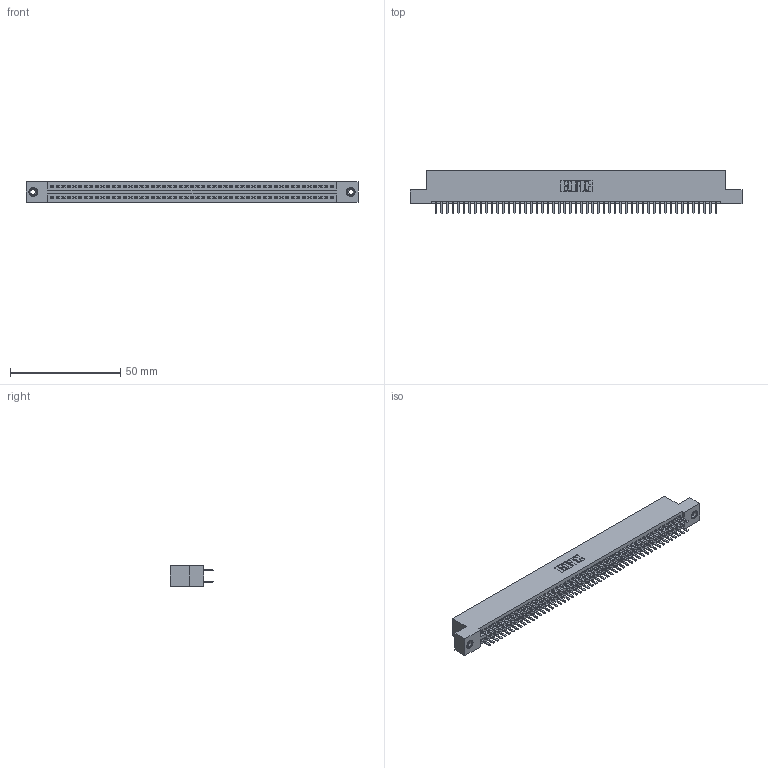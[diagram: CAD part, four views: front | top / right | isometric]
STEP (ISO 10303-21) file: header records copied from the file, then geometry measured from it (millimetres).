
FILE_DESCRIPTION (( 'STEP AP203' ), '1' );
FILE_NAME ('395-102-520-208.STEP', '2019-10-26T17:11:29', ( '' ), ( '' ), 'SwSTEP 2.0', 'SolidWorks 2016', '' );
FILE_SCHEMA (( 'CONFIG_CONTROL_DESIGN' ));
Length unit declared in the file: inch
Products named in the file (4): 345 Part_Flush Mounting Lugs - 0.156 Dia-TI; 345-292-001_345-293-120; 345-250-001_345-250-003-102; 395-102-520-208
Assembly tree (105 placements, depth 2):
  395-102-520-208
    345 Part_Flush Mounting Lugs - 0.156 Dia-TI
    345-292-001_345-293-120  x102
    345-250-001_345-250-003-102  x2
Bounding box: 150.75 x 19.68 x 9.4 mm (x, y, z)
Volume: 14676.1 mm3; surface area: 21786.1 mm2
Topology: 105 solids, 105 shells, 5694 faces, 16491 edges, 10714 vertices
Faces by surface type: plane 3682, cylinder 1996, cone 12, torus 4
Entity records: 40104 total; most frequent: CARTESIAN_POINT 6707, ORIENTED_EDGE 6622, DIRECTION 5917, EDGE_CURVE 3311, VECTOR 2951, LINE 2951, VERTEX_POINT 2200, AXIS2_PLACEMENT_3D 1483
